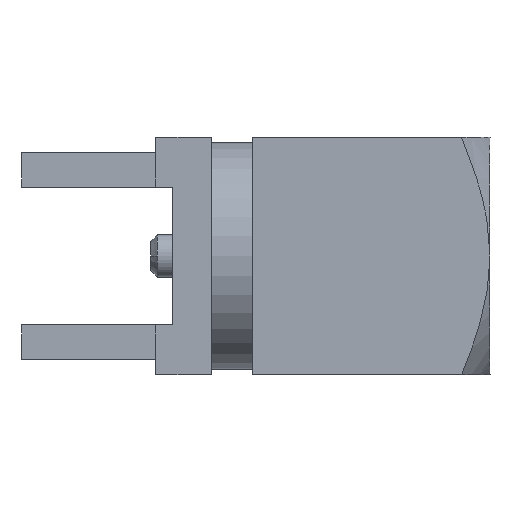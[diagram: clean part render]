
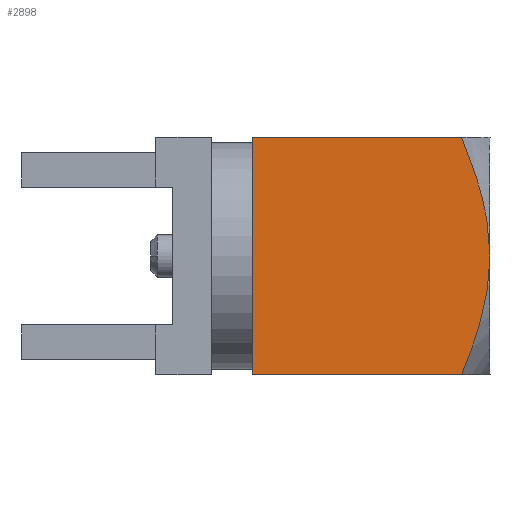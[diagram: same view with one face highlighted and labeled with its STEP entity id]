
A CAD part, left-side view. The second image highlights one B-rep face of the part: STEP entity #2898.
In plain terms, the highlighted planar face has unit normal (-1, 0, 0).
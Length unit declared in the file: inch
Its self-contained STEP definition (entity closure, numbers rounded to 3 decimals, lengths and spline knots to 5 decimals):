
#27 = VERTEX_POINT ( 'NONE', #3695 ) ;
#276 = CARTESIAN_POINT ( 'NONE',  ( -0.1378, -0.10484, -0.1378 ) ) ;
#569 = CARTESIAN_POINT ( 'NONE',  ( -0.1378, -0.1378, 0.1378 ) ) ;
#659 = VERTEX_POINT ( 'NONE', #4801 ) ;
#711 = CARTESIAN_POINT ( 'NONE',  ( -0.1378, -0.134, -0.04765 ) ) ;
#1016 = LINE ( 'NONE', #3767, #4607 ) ;
#1129 = ORIENTED_EDGE ( 'NONE', *, *, #5668, .T. ) ;
#1196 = CARTESIAN_POINT ( 'NONE',  ( -0.1378, -0.1378, 0. ) ) ;
#1414 = DIRECTION ( 'NONE',  ( 0., 0., -1. ) ) ;
#1470 = LINE ( 'NONE', #4091, #3831 ) ;
#1717 = EDGE_CURVE ( 'NONE', #3643, #27, #3905, .T. ) ;
#1951 = CARTESIAN_POINT ( 'NONE',  ( -0.1378, 0.1378, -0.1378 ) ) ;
#2035 = AXIS2_PLACEMENT_3D ( 'NONE', #5352, #2106, #3526 ) ;
#2106 = DIRECTION ( 'NONE',  ( -1., 0., 0. ) ) ;
#2292 = EDGE_CURVE ( 'NONE', #4894, #3643, #4713, .T. ) ;
#2898 = ADVANCED_FACE ( 'NONE', ( #5616 ), #3056, .T. ) ;
#2967 = DIRECTION ( 'NONE',  ( 0., 1., 0. ) ) ;
#3056 = PLANE ( 'NONE',  #2035 ) ;
#3058 = EDGE_CURVE ( 'NONE', #5617, #4894, #1470, .T. ) ;
#3127 = EDGE_LOOP ( 'NONE', ( #3633, #3749, #5213, #1129, #3172 ) ) ;
#3172 = ORIENTED_EDGE ( 'NONE', *, *, #4218, .T. ) ;
#3526 = DIRECTION ( 'NONE',  ( 0., 0., 1. ) ) ;
#3559 = CARTESIAN_POINT ( 'NONE',  ( -0.1378, -0.12198, -0.09334 ) ) ;
#3633 = ORIENTED_EDGE ( 'NONE', *, *, #3058, .T. ) ;
#3643 = VERTEX_POINT ( 'NONE', #4583 ) ;
#3695 = CARTESIAN_POINT ( 'NONE',  ( -0.1378, -0.10484, 0.1378 ) ) ;
#3749 = ORIENTED_EDGE ( 'NONE', *, *, #2292, .T. ) ;
#3767 = CARTESIAN_POINT ( 'NONE',  ( -0.1378, 0.1378, -0.1378 ) ) ;
#3831 = VECTOR ( 'NONE', #4541, 39.37008 ) ;
#3905 = B_SPLINE_CURVE_WITH_KNOTS ( 'NONE', 3,
 ( #5029, #5311, #5368, #5393, #5437, #5498 ),
 .UNSPECIFIED., .F., .F.,
 ( 4, 2, 4 ),
 ( 0., 0.0018, 0.0036 ),
 .UNSPECIFIED. ) ;
#4027 = CARTESIAN_POINT ( 'NONE',  ( -0.1378, -0.1378, -0.02428 ) ) ;
#4031 = VECTOR ( 'NONE', #2967, 39.37008 ) ;
#4091 = CARTESIAN_POINT ( 'NONE',  ( -0.1378, -0.1378, -0.1378 ) ) ;
#4218 = EDGE_CURVE ( 'NONE', #659, #5617, #1016, .T. ) ;
#4541 = DIRECTION ( 'NONE',  ( 0., -1., 0. ) ) ;
#4583 = CARTESIAN_POINT ( 'NONE',  ( -0.1378, -0.1378, 0. ) ) ;
#4607 = VECTOR ( 'NONE', #1414, 39.37008 ) ;
#4713 = B_SPLINE_CURVE_WITH_KNOTS ( 'NONE', 3,
 ( #4903, #4919, #3559, #711, #4027, #1196 ),
 .UNSPECIFIED., .F., .F.,
 ( 4, 2, 4 ),
 ( 0., 0.0018, 0.0036 ),
 .UNSPECIFIED. ) ;
#4801 = CARTESIAN_POINT ( 'NONE',  ( -0.1378, 0.1378, 0.1378 ) ) ;
#4894 = VERTEX_POINT ( 'NONE', #276 ) ;
#4903 = CARTESIAN_POINT ( 'NONE',  ( -0.1378, -0.10484, -0.1378 ) ) ;
#4919 = CARTESIAN_POINT ( 'NONE',  ( -0.1378, -0.11387, -0.11568 ) ) ;
#5029 = CARTESIAN_POINT ( 'NONE',  ( -0.1378, -0.1378, 0. ) ) ;
#5213 = ORIENTED_EDGE ( 'NONE', *, *, #1717, .T. ) ;
#5248 = LINE ( 'NONE', #569, #4031 ) ;
#5311 = CARTESIAN_POINT ( 'NONE',  ( -0.1378, -0.1378, 0.02399 ) ) ;
#5352 = CARTESIAN_POINT ( 'NONE',  ( -0.1378, -0.1378, -0.1378 ) ) ;
#5368 = CARTESIAN_POINT ( 'NONE',  ( -0.1378, -0.13406, 0.04733 ) ) ;
#5393 = CARTESIAN_POINT ( 'NONE',  ( -0.1378, -0.12203, 0.0932 ) ) ;
#5437 = CARTESIAN_POINT ( 'NONE',  ( -0.1378, -0.11386, 0.11572 ) ) ;
#5498 = CARTESIAN_POINT ( 'NONE',  ( -0.1378, -0.10484, 0.1378 ) ) ;
#5616 = FACE_OUTER_BOUND ( 'NONE', #3127, .T. ) ;
#5617 = VERTEX_POINT ( 'NONE', #1951 ) ;
#5668 = EDGE_CURVE ( 'NONE', #27, #659, #5248, .T. ) ;
